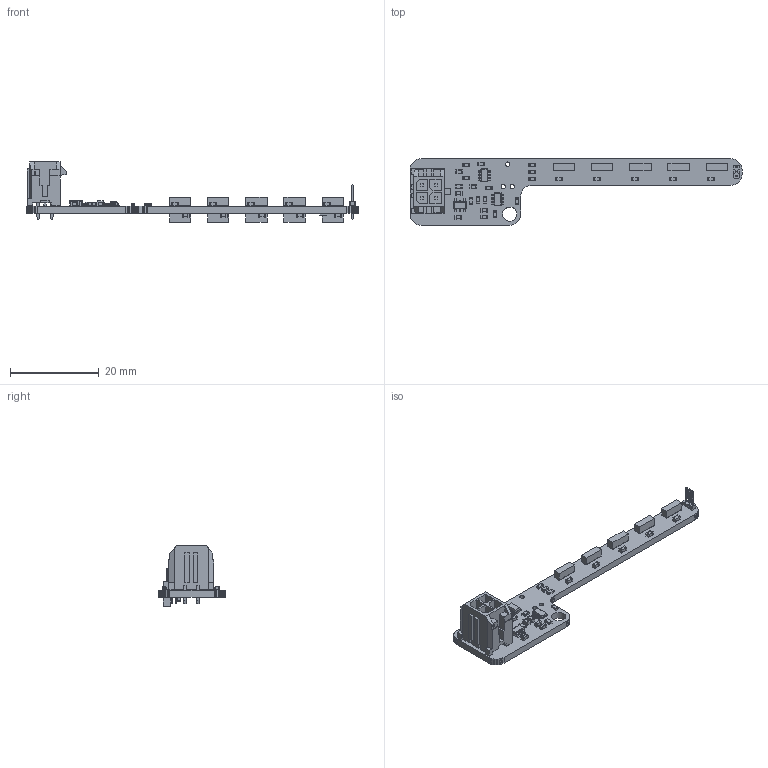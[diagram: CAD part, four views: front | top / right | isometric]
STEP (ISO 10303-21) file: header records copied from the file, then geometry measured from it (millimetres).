
FILE_DESCRIPTION(('KiCad electronic assembly'),'2;1');
FILE_NAME('MINI_LED_BOARD.step','2024-09-14T20:21:10',('Pcbnew'),( 'Kicad'),'Open CASCADE STEP processor 7.7','KiCad to STEP converter' ,'Unknown');
FILE_SCHEMA(('AUTOMOTIVE_DESIGN { 1 0 10303 214 1 1 1 1 }'));
Length unit declared in the file: millimetre
Products named in the file (18): MINI_LED_BOARD 1; C_0603_1608Metric; SOLID; DBV0005A; COMPOUND; R_0603_1608Metric; 430450428; SOT-23-8; IN-PI4818QAS5R5G5BPW; PinHeader_1x03_P1.00mm_Vertical; MSPM0C1103SDDFR; MINI_LED_BOARD PCB
Assembly tree (54 placements, depth 3):
  MINI_LED_BOARD 1
    C_0603_1608Metric  x19
      SOLID
    DBV0005A
      COMPOUND
    R_0603_1608Metric  x11
      SOLID
    430450428
      COMPOUND
    SOT-23-8
      SOLID
    IN-PI4818QAS5R5G5BPW  x10
      COMPOUND
    PinHeader_1x03_P1.00mm_Vertical
      SOLID
    MSPM0C1103SDDFR
      COMPOUND
    MINI_LED_BOARD PCB
Bounding box: 75 x 15 x 13.61 mm (x, y, z)
Volume: 1670.9 mm3; surface area: 3293 mm2
Topology: 140 solids, 140 shells, 2171 faces, 5332 edges, 3514 vertices
Faces by surface type: plane 1661, cylinder 458, bspline 32, sphere 16, cone 4
Full cylindrical faces by diameter (mm): 0.5 x3, 0.991 x3, 1.02 x6, 3.2 x1
Entity records: 64490 total; most frequent: CARTESIAN_POINT 13890, DIRECTION 8974, LINE 6358, VECTOR 6358, ORIENTED_EDGE 4736, PCURVE 4736, DEFINITIONAL_REPRESENTATION 4736, EDGE_CURVE 2368
